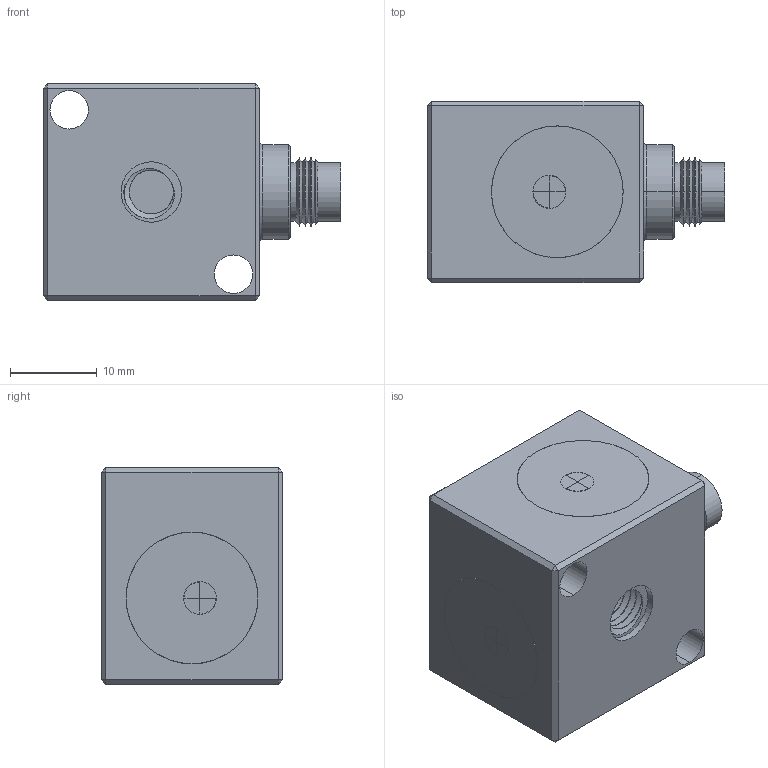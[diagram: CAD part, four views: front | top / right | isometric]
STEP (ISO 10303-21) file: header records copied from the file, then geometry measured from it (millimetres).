
FILE_DESCRIPTION (( 'STEP AP214' ), '1' );
FILE_NAME ('7503D.STEP', '2017-09-18T23:13:39', ( 'DYTRAN' ), ( 'BOXX Technologies, Inc.' ), 'SwSTEP 2.0', 'SolidWorks 2016', '' );
FILE_SCHEMA (( 'AUTOMOTIVE_DESIGN' ));
Length unit declared in the file: millimetre
Products named in the file (1): 7503D
Bounding box: 34.42 x 20.95 x 25.02 mm (x, y, z)
Volume: 12615 mm3; surface area: 5374.1 mm2
Topology: 3 solids, 4 shells, 581 faces, 1449 edges, 942 vertices
Faces by surface type: plane 339, cylinder 115, bspline 87, torus 20, cone 20
Entity records: 27862 total; most frequent: CARTESIAN_POINT 8030, ORIENTED_EDGE 2898, DIRECTION 2477, EDGE_CURVE 1449, VECTOR 987, LINE 987, VERTEX_POINT 942, AXIS2_PLACEMENT_3D 745
